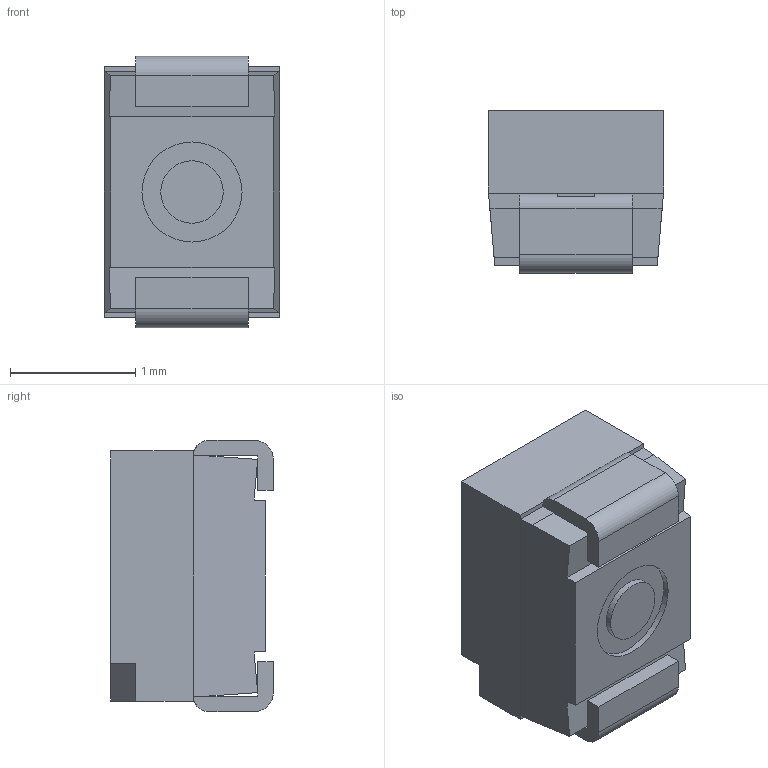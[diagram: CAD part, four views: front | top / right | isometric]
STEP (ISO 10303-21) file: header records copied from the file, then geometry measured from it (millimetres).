
FILE_DESCRIPTION(('CoCreate Modeling STEP Export'),'2;1');
FILE_NAME('1148ls.stp','2010-08-31T15:20:12',(''),(''),'CoCreate Modeling STEP processor for AP214 (Solid Model)','CoCreate Modeling 16.00A 16-Aug-2008 (C) Parametric Technology GmbH','');
FILE_SCHEMA(('AUTOMOTIVE_DESIGN { 1 0 10303 214 1 1 1 1 }'));
Length unit declared in the file: millimetre
Products named in the file (10): Skin_Group1; Skin_Group2; LAYER; LAYER.1; LAYER.2; p1
Assembly tree (6 placements, depth 2):
  LAYER
    Skin_Group2
    Skin_Group1
  LAYER.1
    LAYER
    Skin_Group1
  LAYER.2
    LAYER
    Skin_Group1
  p1
Bounding box: 1.4 x 1.3 x 2.17 mm (x, y, z)
Volume: 3.4 mm3; surface area: 29.7 mm2
Topology: 4 solids, 4 shells, 165 faces, 454 edges, 300 vertices
Faces by surface type: plane 141, cylinder 16, cone 8
Entity records: 6437 total; most frequent: CARTESIAN_POINT 904, ORIENTED_EDGE 900, DIRECTION 816, EDGE_CURVE 450, VECTOR 392, LINE 392, VERTEX_POINT 292, AXIS2_PLACEMENT_3D 212
